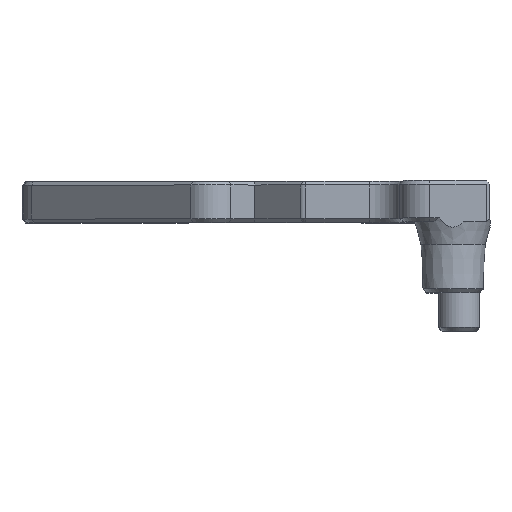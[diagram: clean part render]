
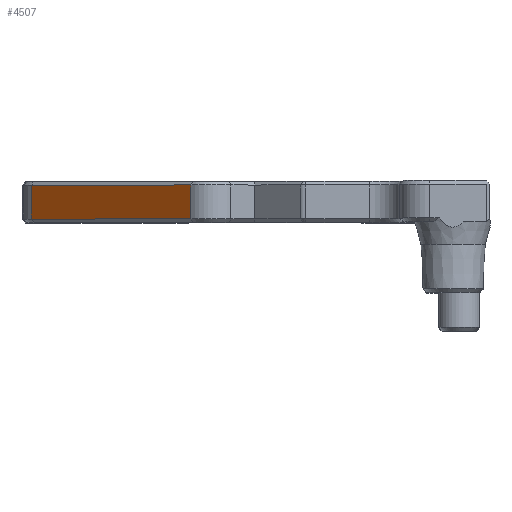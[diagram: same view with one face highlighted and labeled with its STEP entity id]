
A CAD part, top view. The second image highlights one B-rep face of the part: STEP entity #4507.
In plain terms, the highlighted planar face has unit normal (-0.707, 0, 0.707).
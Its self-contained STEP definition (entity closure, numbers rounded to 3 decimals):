
#330=FACE_OUTER_BOUND('',#640,.T.);
#640=EDGE_LOOP('',(#3467,#3468,#3469,#3470));
#884=LINE('',#7044,#1259);
#1011=LINE('',#7506,#1386);
#1013=LINE('',#7515,#1388);
#1014=LINE('',#7516,#1389);
#1259=VECTOR('',#5482,30.);
#1386=VECTOR('',#5941,4.5);
#1388=VECTOR('',#5951,30.);
#1389=VECTOR('',#5952,4.5);
#1986=VERTEX_POINT('',#7038);
#1987=VERTEX_POINT('',#7042);
#2144=VERTEX_POINT('',#7504);
#2147=VERTEX_POINT('',#7514);
#2394=EDGE_CURVE('',#1986,#1987,#884,.T.);
#2623=EDGE_CURVE('',#1986,#2144,#1011,.T.);
#2627=EDGE_CURVE('',#2147,#2144,#1013,.T.);
#2628=EDGE_CURVE('',#1987,#2147,#1014,.T.);
#3467=ORIENTED_EDGE('',*,*,#2394,.F.);
#3468=ORIENTED_EDGE('',*,*,#2623,.T.);
#3469=ORIENTED_EDGE('',*,*,#2627,.F.);
#3470=ORIENTED_EDGE('',*,*,#2628,.F.);
#4379=PLANE('',#4968);
#4507=ADVANCED_FACE('',(#330),#4379,.T.);
#4968=AXIS2_PLACEMENT_3D('',#7513,#5949,#5950);
#5482=DIRECTION('',(-0.707,0.,-0.707));
#5941=DIRECTION('',(0.,1.,0.));
#5949=DIRECTION('center_axis',(-0.707,0.,0.707));
#5950=DIRECTION('ref_axis',(0.707,0.,0.707));
#5951=DIRECTION('',(0.707,0.,0.707));
#5952=DIRECTION('',(0.,1.,0.));
#7038=CARTESIAN_POINT('',(-54.836,10.,-29.168));
#7042=CARTESIAN_POINT('',(-76.049,10.,-50.381));
#7044=CARTESIAN_POINT('',(-54.836,10.,-29.168));
#7504=CARTESIAN_POINT('',(-54.836,14.5,-29.168));
#7506=CARTESIAN_POINT('',(-54.836,10.,-29.168));
#7513=CARTESIAN_POINT('Origin',(-76.049,15.,-50.381));
#7514=CARTESIAN_POINT('',(-76.049,14.5,-50.381));
#7515=CARTESIAN_POINT('',(-76.049,14.5,-50.381));
#7516=CARTESIAN_POINT('',(-76.049,10.,-50.381));
